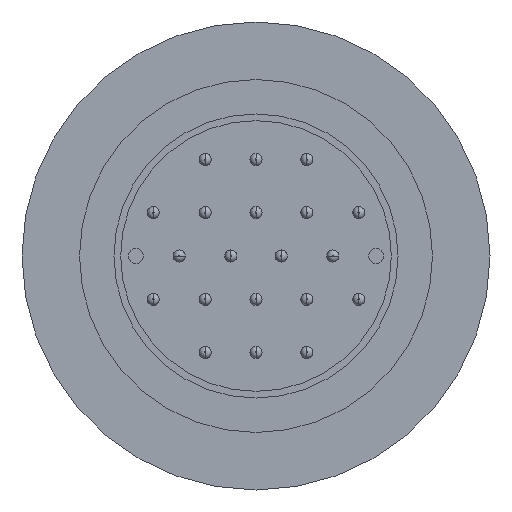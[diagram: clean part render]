
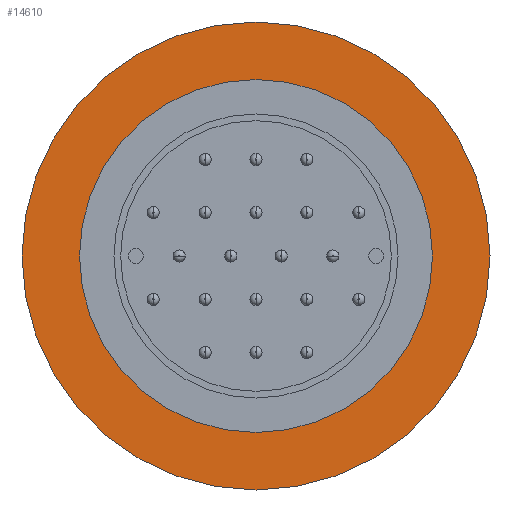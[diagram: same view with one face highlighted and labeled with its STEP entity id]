
A CAD part, front view. The second image highlights one B-rep face of the part: STEP entity #14610.
In plain terms, the highlighted planar face has unit normal (0, -1, 0).
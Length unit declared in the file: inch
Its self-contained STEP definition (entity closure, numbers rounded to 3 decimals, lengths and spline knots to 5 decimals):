
#135 = AXIS2_PLACEMENT_3D ( 'NONE', #11762, #11763, #11764 ) ;
#136 = AXIS2_PLACEMENT_3D ( 'NONE', #11765, #11766, #11767 ) ;
#1003 = EDGE_CURVE ( 'NONE', #19532, #19535, #12241, .T. ) ;
#1006 = EDGE_CURVE ( 'NONE', #19526, #19502, #12245, .T. ) ;
#1110 = AXIS2_PLACEMENT_3D ( 'NONE', #7405, #7406, #7528 ) ;
#1111 = AXIS2_PLACEMENT_3D ( 'NONE', #7288, #7286, #7285 ) ;
#5701 = FACE_BOUND ( 'NONE', #10007, .T. ) ;
#5708 = FACE_OUTER_BOUND ( 'NONE', #10628, .T. ) ;
#6151 = CIRCLE ( 'NONE', #135, 1.08053 ) ;
#6152 = CIRCLE ( 'NONE', #136, 0.815 ) ;
#7285 = DIRECTION ( 'NONE',  ( 0., 0., 1. ) ) ;
#7286 = DIRECTION ( 'NONE',  ( 0., 1., 0. ) ) ;
#7288 = CARTESIAN_POINT ( 'NONE',  ( 0., -1.49, 0. ) ) ;
#7405 = CARTESIAN_POINT ( 'NONE',  ( 0., -1.49, 0. ) ) ;
#7406 = DIRECTION ( 'NONE',  ( 0., 1., 0. ) ) ;
#7528 = DIRECTION ( 'NONE',  ( 0., 0., 1. ) ) ;
#10007 = EDGE_LOOP ( 'NONE', ( #10597, #10598 ) ) ;
#10592 = ORIENTED_EDGE ( 'NONE', *, *, #1006, .F. ) ;
#10593 = ORIENTED_EDGE ( 'NONE', *, *, #16548, .F. ) ;
#10597 = ORIENTED_EDGE ( 'NONE', *, *, #16549, .T. ) ;
#10598 = ORIENTED_EDGE ( 'NONE', *, *, #1003, .T. ) ;
#10628 = EDGE_LOOP ( 'NONE', ( #10592, #10593 ) ) ;
#11762 = CARTESIAN_POINT ( 'NONE',  ( 0., -1.49, 0. ) ) ;
#11763 = DIRECTION ( 'NONE',  ( 0., 1., 0. ) ) ;
#11764 = DIRECTION ( 'NONE',  ( 0., 0., 1. ) ) ;
#11765 = CARTESIAN_POINT ( 'NONE',  ( 0., -1.49, 0. ) ) ;
#11766 = DIRECTION ( 'NONE',  ( 0., 1., 0. ) ) ;
#11767 = DIRECTION ( 'NONE',  ( 0., 0., 1. ) ) ;
#12241 = CIRCLE ( 'NONE', #1110, 0.815 ) ;
#12245 = CIRCLE ( 'NONE', #1111, 1.08053 ) ;
#14175 = CARTESIAN_POINT ( 'NONE',  ( 0., -1.49, 0. ) ) ;
#14178 = PLANE ( 'NONE',  #16932 ) ;
#14180 = DIRECTION ( 'NONE',  ( 0., -1., 0. ) ) ;
#14181 = DIRECTION ( 'NONE',  ( 0., 0., -1. ) ) ;
#14610 = ADVANCED_FACE ( 'NONE', ( #5708, #5701 ), #14178, .T. ) ;
#16239 = CARTESIAN_POINT ( 'NONE',  ( 0., -1.49, -1.08053 ) ) ;
#16263 = CARTESIAN_POINT ( 'NONE',  ( 0., -1.49, 1.08053 ) ) ;
#16269 = CARTESIAN_POINT ( 'NONE',  ( 0., -1.49, -0.815 ) ) ;
#16272 = CARTESIAN_POINT ( 'NONE',  ( 0., -1.49, 0.815 ) ) ;
#16548 = EDGE_CURVE ( 'NONE', #19502, #19526, #6151, .T. ) ;
#16549 = EDGE_CURVE ( 'NONE', #19535, #19532, #6152, .T. ) ;
#16932 = AXIS2_PLACEMENT_3D ( 'NONE', #14175, #14180, #14181 ) ;
#19502 = VERTEX_POINT ( 'NONE', #16239 ) ;
#19526 = VERTEX_POINT ( 'NONE', #16263 ) ;
#19532 = VERTEX_POINT ( 'NONE', #16269 ) ;
#19535 = VERTEX_POINT ( 'NONE', #16272 ) ;
